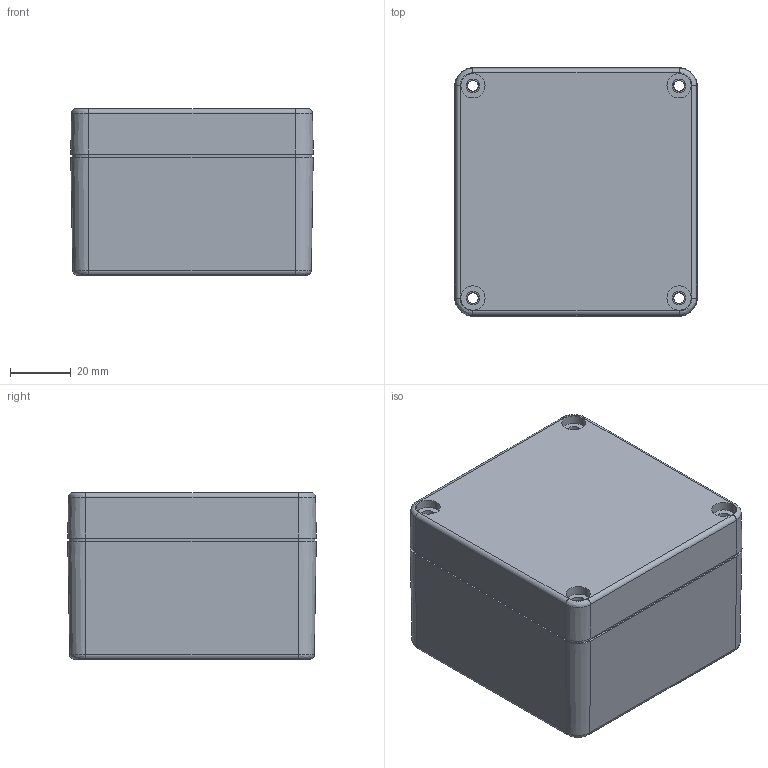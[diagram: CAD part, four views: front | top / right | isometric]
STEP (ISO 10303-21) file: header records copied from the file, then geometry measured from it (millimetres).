
FILE_DESCRIPTION (( 'STEP AP214' ), '1' );
FILE_NAME ('G256 G366.STEP', '2019-10-28T07:43:20', ( '' ), ( '' ), 'SwSTEP 2.0', 'SolidWorks 2014', '' );
FILE_SCHEMA (( 'AUTOMOTIVE_DESIGN' ));
Length unit declared in the file: millimetre
Products named in the file (3): G256 G366; G256 G366-COVER; G256 G366-BASE
Assembly tree (2 placements, depth 2):
  G256 G366
    G256 G366-BASE
    G256 G366-COVER
Bounding box: 80 x 82 x 55 mm (x, y, z)
Volume: 103037.7 mm3; surface area: 70999.3 mm2
Topology: 2 solids, 2 shells, 488 faces, 1244 edges, 794 vertices
Faces by surface type: plane 184, cone 156, cylinder 140, bspline 8
Entity records: 15282 total; most frequent: CARTESIAN_POINT 3085, DIRECTION 2666, ORIENTED_EDGE 2452, EDGE_CURVE 1226, AXIS2_PLACEMENT_3D 1031, VERTEX_POINT 794, VECTOR 604, LINE 604
